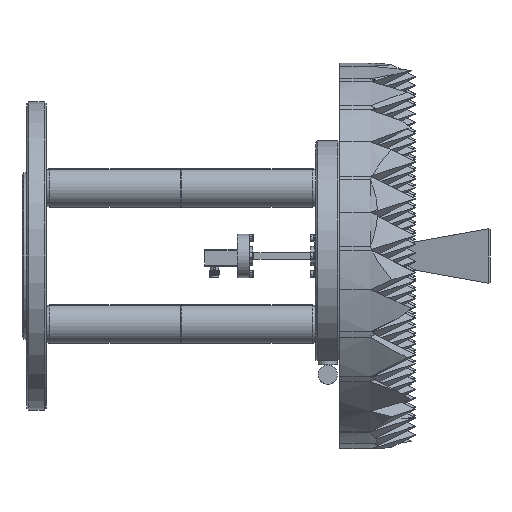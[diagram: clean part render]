
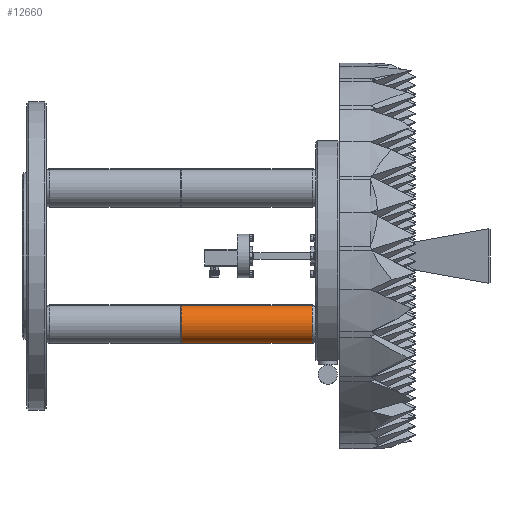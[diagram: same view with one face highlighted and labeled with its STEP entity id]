
A CAD part, left-side view. The second image highlights one B-rep face of the part: STEP entity #12660.
In plain terms, the highlighted cylindrical face has radius 12.7 mm (diameter 25.4 mm), a partial arc.
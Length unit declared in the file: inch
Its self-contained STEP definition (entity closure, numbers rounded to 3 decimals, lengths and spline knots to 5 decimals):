
#661 = ORIENTED_EDGE ( 'NONE', *, *, #31674, .T. ) ;
#909 = VERTEX_POINT ( 'NONE', #36401 ) ;
#3249 = DIRECTION ( 'NONE',  ( 0., 1., 0. ) ) ;
#3431 = CARTESIAN_POINT ( 'NONE',  ( -1.91088, -6.91, -1.28869 ) ) ;
#5043 = LINE ( 'NONE', #25302, #36372 ) ;
#5507 = DIRECTION ( 'NONE',  ( 0., -1., 0. ) ) ;
#5820 = DIRECTION ( 'NONE',  ( 0., -1., 0. ) ) ;
#6391 = LINE ( 'NONE', #20130, #23084 ) ;
#8297 = EDGE_CURVE ( 'NONE', #20874, #24485, #36694, .T. ) ;
#8893 = FACE_OUTER_BOUND ( 'NONE', #20308, .T. ) ;
#12476 = CARTESIAN_POINT ( 'NONE',  ( -1.91088, -3.51, -1.28869 ) ) ;
#12660 = ADVANCED_FACE ( 'NONE', ( #8893 ), #36304, .T. ) ;
#13168 = DIRECTION ( 'NONE',  ( 0., 1., 0. ) ) ;
#13845 = CIRCLE ( 'NONE', #41885, 0.5 ) ;
#14463 = ORIENTED_EDGE ( 'NONE', *, *, #40155, .F. ) ;
#16587 = AXIS2_PLACEMENT_3D ( 'NONE', #32383, #5820, #29466 ) ;
#16762 = CARTESIAN_POINT ( 'NONE',  ( -1.76777, -3.51, -1.76777 ) ) ;
#19904 = CARTESIAN_POINT ( 'NONE',  ( -1.76777, -6.28594, -1.76777 ) ) ;
#20130 = CARTESIAN_POINT ( 'NONE',  ( -1.91088, -6.91, -1.28869 ) ) ;
#20308 = EDGE_LOOP ( 'NONE', ( #14463, #661, #27047, #33747 ) ) ;
#20874 = VERTEX_POINT ( 'NONE', #3431 ) ;
#21713 = VERTEX_POINT ( 'NONE', #12476 ) ;
#23084 = VECTOR ( 'NONE', #13168, 39.37008 ) ;
#24485 = VERTEX_POINT ( 'NONE', #32487 ) ;
#25302 = CARTESIAN_POINT ( 'NONE',  ( -1.62465, -3.51, -2.24685 ) ) ;
#27047 = ORIENTED_EDGE ( 'NONE', *, *, #8297, .F. ) ;
#29466 = DIRECTION ( 'NONE',  ( -0.286, 0., 0.958 ) ) ;
#31674 = EDGE_CURVE ( 'NONE', #909, #24485, #5043, .T. ) ;
#32383 = CARTESIAN_POINT ( 'NONE',  ( -1.76777, -6.91, -1.76777 ) ) ;
#32487 = CARTESIAN_POINT ( 'NONE',  ( -1.62465, -6.91, -2.24685 ) ) ;
#32934 = DIRECTION ( 'NONE',  ( 0.286, 0., -0.958 ) ) ;
#33125 = DIRECTION ( 'NONE',  ( 0., -1., 0. ) ) ;
#33747 = ORIENTED_EDGE ( 'NONE', *, *, #38747, .T. ) ;
#36304 = CYLINDRICAL_SURFACE ( 'NONE', #43222, 0.5 ) ;
#36372 = VECTOR ( 'NONE', #33125, 39.37008 ) ;
#36401 = CARTESIAN_POINT ( 'NONE',  ( -1.62465, -3.51, -2.24685 ) ) ;
#36694 = CIRCLE ( 'NONE', #16587, 0.5 ) ;
#38747 = EDGE_CURVE ( 'NONE', #20874, #21713, #6391, .T. ) ;
#40155 = EDGE_CURVE ( 'NONE', #909, #21713, #13845, .T. ) ;
#41885 = AXIS2_PLACEMENT_3D ( 'NONE', #16762, #3249, #44201 ) ;
#43222 = AXIS2_PLACEMENT_3D ( 'NONE', #19904, #5507, #32934 ) ;
#44201 = DIRECTION ( 'NONE',  ( 0.286, 0., -0.958 ) ) ;
